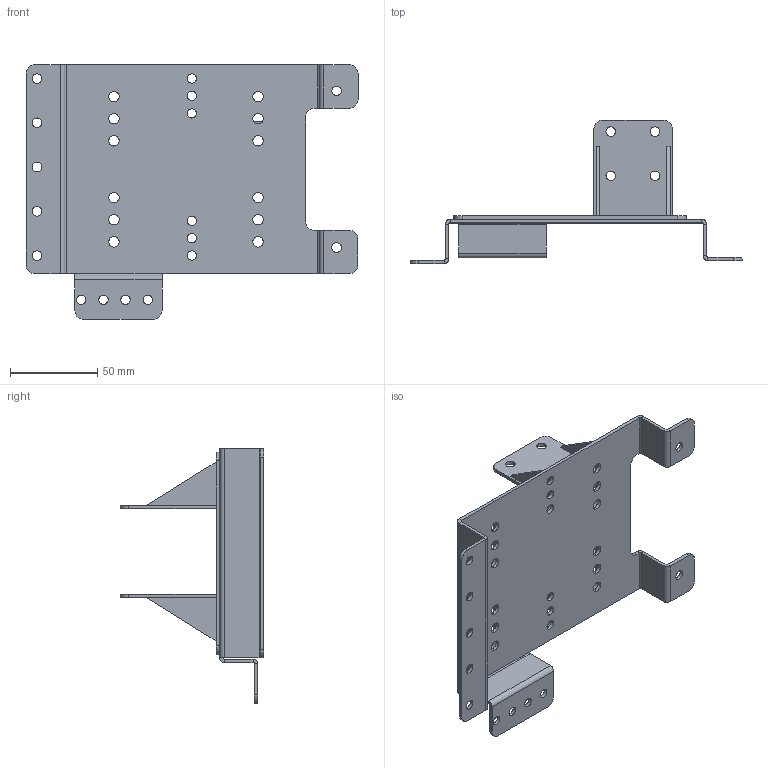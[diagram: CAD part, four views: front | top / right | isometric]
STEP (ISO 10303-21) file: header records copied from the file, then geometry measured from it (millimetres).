
FILE_DESCRIPTION (( 'STEP AP203' ), '1' );
FILE_NAME ('Sheet Metal V2.STEP', '2022-02-11T17:09:34', ( '' ), ( '' ), 'SwSTEP 2.0', 'SolidWorks 2021', '' );
FILE_SCHEMA (( 'CONFIG_CONTROL_DESIGN' ));
Length unit declared in the file: millimetre
Products named in the file (1): Sheet Metal V2
Bounding box: 190.58 x 82.39 x 146.14 mm (x, y, z)
Volume: 92946.7 mm3; surface area: 100234.3 mm2
Topology: 6 solids, 6 shells, 321 faces, 867 edges, 554 vertices
Faces by surface type: plane 166, cylinder 126, bspline 29
Entity records: 11990 total; most frequent: CARTESIAN_POINT 3636, ORIENTED_EDGE 1734, DIRECTION 1647, EDGE_CURVE 867, VECTOR 557, LINE 557, VERTEX_POINT 554, AXIS2_PLACEMENT_3D 545
